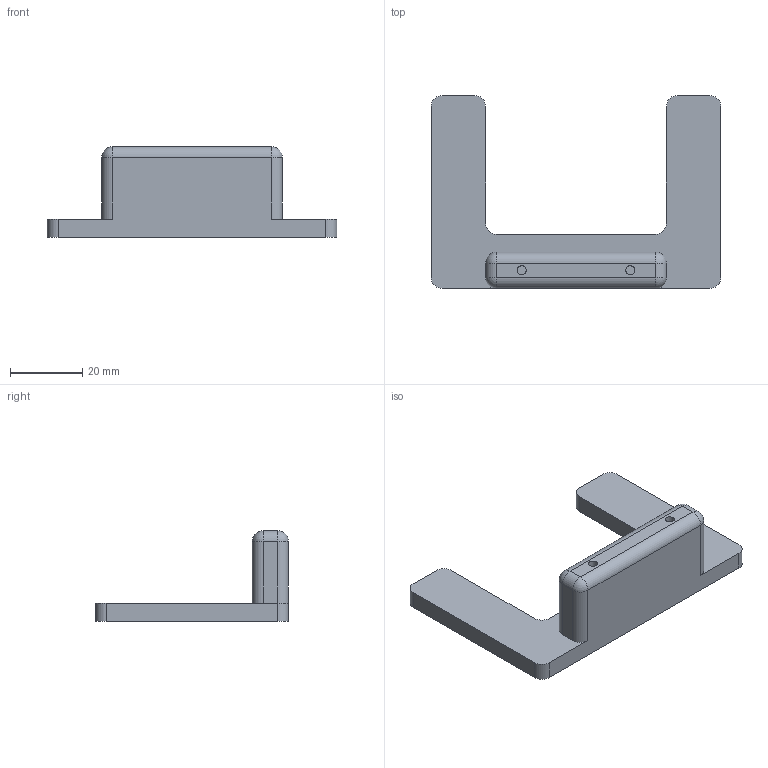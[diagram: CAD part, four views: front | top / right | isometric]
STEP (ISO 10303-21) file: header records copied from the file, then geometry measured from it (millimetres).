
FILE_DESCRIPTION(('Open CASCADE Model'),'2;1');
FILE_NAME('Open CASCADE Shape Model','2025-06-22T11:43:32',('Author'),( 'Open CASCADE'),'Open CASCADE STEP processor 7.7','Open CASCADE 7.7' ,'Unknown');
FILE_SCHEMA(('AUTOMOTIVE_DESIGN { 1 0 10303 214 1 1 1 1 }'));
Length unit declared in the file: millimetre
Products named in the file (1): Open CASCADE STEP translator 7.7 32
Bounding box: 80 x 53.33 x 25 mm (x, y, z)
Volume: 21146.8 mm3; surface area: 8809 mm2
Topology: 1 solids, 1 shells, 38 faces, 94 edges, 56 vertices
Faces by surface type: cylinder 18, plane 16, sphere 4
Full cylindrical faces by diameter (mm): 2.5 x2
Entity records: 2279 total; most frequent: CARTESIAN_POINT 441, DIRECTION 353, LINE 188, VECTOR 188, ORIENTED_EDGE 180, PCURVE 180, DEFINITIONAL_REPRESENTATION 180, EDGE_CURVE 90
